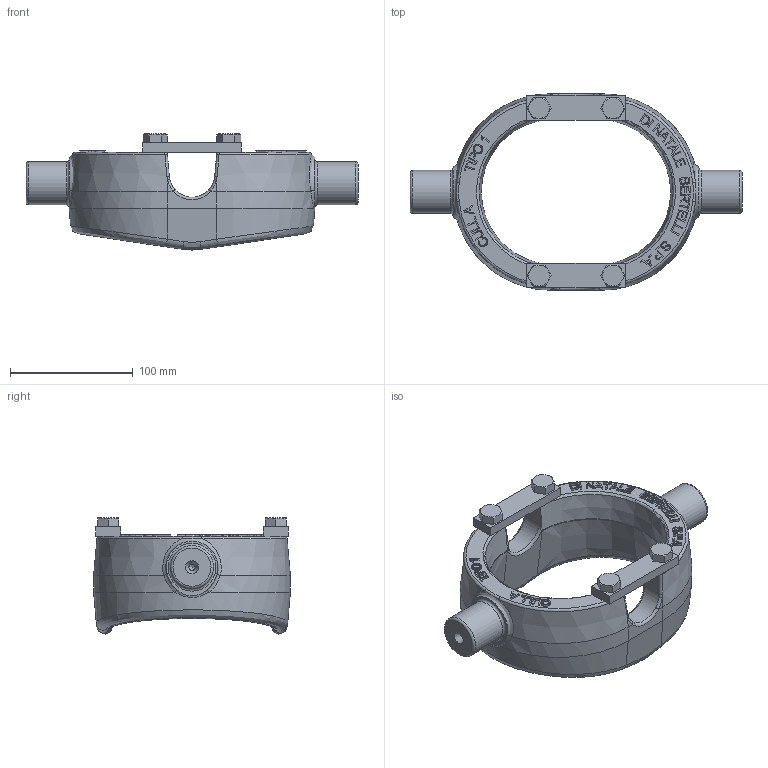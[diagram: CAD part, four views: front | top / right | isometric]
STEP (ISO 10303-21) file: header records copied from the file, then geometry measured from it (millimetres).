
FILE_DESCRIPTION( ( 'Unknown' ), '1' );
FILE_NAME( 'CULLA01.stp', 'Unknown', ( 'Unknown' ), ( 'Unknown' ), 'PSStep 16.0.42', 'Unknown', ' ' );
FILE_SCHEMA( ( 'AUTOMOTIVE_DESIGN { 1 0 10303 214 1 1 1 1 }' ) );
Length unit declared in the file: millimetre
Products named in the file (4): Assem1; 2630; 2630piastrina; VTE M10x25
Assembly tree (7 placements, depth 2):
  Assem1
    2630
    2630piastrina  x2
    VTE M10x25  x4
Bounding box: 270 x 160 x 94.35 mm (x, y, z)
Volume: 742388.7 mm3; surface area: 113360 mm2
Topology: 7 solids, 7 shells, 480 faces, 1186 edges, 763 vertices
Faces by surface type: extrusion 223, plane 119, cone 46, bspline 40, cylinder 36, torus 12, sphere 4
Full cylindrical faces by diameter (mm): 5 x2, 8.376 x4, 10 x4, 11 x4, 35 x2
Entity records: 28279 total; most frequent: CARTESIAN_POINT 15784, ORIENTED_EDGE 2020, DIRECTION 1295, EDGE_CURVE 1010, VECTOR 713, VERTEX_POINT 671, B_SPLINE_CURVE_WITH_KNOTS 618, EDGE_LOOP 497
